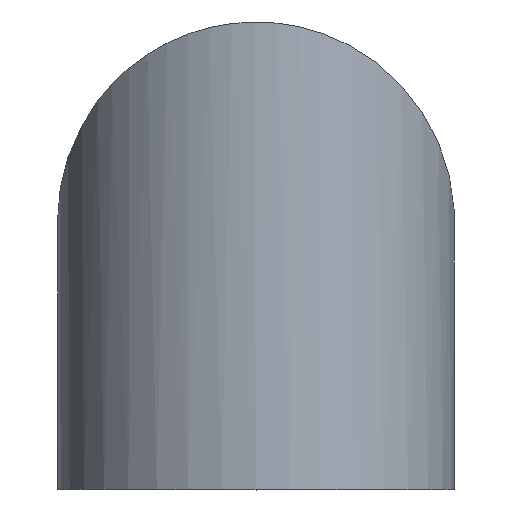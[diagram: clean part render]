
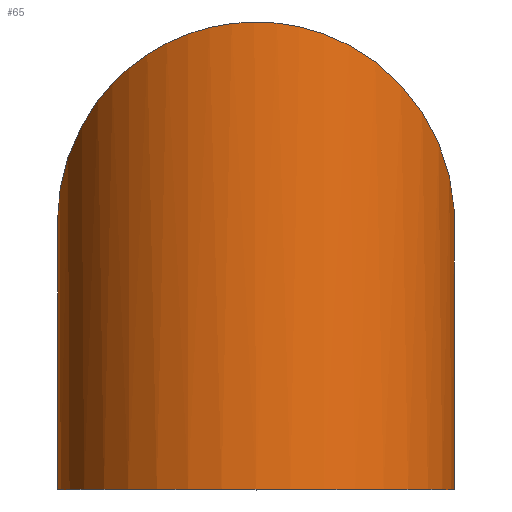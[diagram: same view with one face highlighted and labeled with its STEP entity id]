
A CAD part, top view. The second image highlights one B-rep face of the part: STEP entity #65.
In plain terms, the highlighted cylindrical face has radius 5.35 mm (diameter 10.7 mm), a full revolution.
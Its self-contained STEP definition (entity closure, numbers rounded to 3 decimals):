
#17=LINE('',#125,#19);
#19=VECTOR('',#107,5.35);
#21=CYLINDRICAL_SURFACE('',#87,5.35);
#24=CIRCLE('',#88,5.35);
#28=FACE_OUTER_BOUND('',#33,.T.);
#33=EDGE_LOOP('',(#53,#54,#55,#56));
#36=ELLIPSE('',#82,7.566,5.35);
#37=VERTEX_POINT('',#114);
#40=VERTEX_POINT('',#124);
#41=EDGE_CURVE('',#37,#37,#36,.T.);
#45=EDGE_CURVE('',#37,#40,#17,.T.);
#46=EDGE_CURVE('',#40,#40,#24,.T.);
#53=ORIENTED_EDGE('',*,*,#41,.T.);
#54=ORIENTED_EDGE('',*,*,#45,.T.);
#55=ORIENTED_EDGE('',*,*,#46,.T.);
#56=ORIENTED_EDGE('',*,*,#45,.F.);
#65=ADVANCED_FACE('',(#28),#21,.T.);
#82=AXIS2_PLACEMENT_3D('',#115,#94,#95);
#87=AXIS2_PLACEMENT_3D('',#123,#105,#106);
#88=AXIS2_PLACEMENT_3D('',#126,#108,#109);
#94=DIRECTION('center_axis',(0.,-0.707,0.707));
#95=DIRECTION('ref_axis',(0.,-0.707,-0.707));
#105=DIRECTION('center_axis',(0.,1.,0.));
#106=DIRECTION('ref_axis',(1.,0.,0.));
#107=DIRECTION('',(0.,-1.,0.));
#108=DIRECTION('center_axis',(0.,1.,0.));
#109=DIRECTION('ref_axis',(1.,0.,0.));
#114=CARTESIAN_POINT('',(673.826,-44.102,641.));
#115=CARTESIAN_POINT('Origin',(679.176,-44.102,641.));
#123=CARTESIAN_POINT('Origin',(679.176,-51.352,641.));
#124=CARTESIAN_POINT('',(673.826,-51.352,641.));
#125=CARTESIAN_POINT('',(673.826,-51.352,641.));
#126=CARTESIAN_POINT('Origin',(679.176,-51.352,641.));
